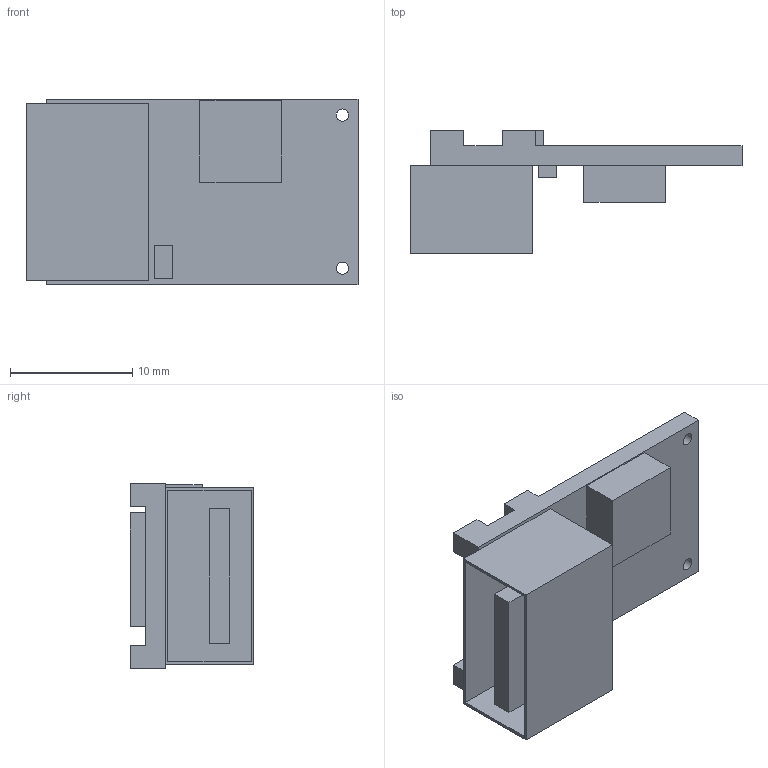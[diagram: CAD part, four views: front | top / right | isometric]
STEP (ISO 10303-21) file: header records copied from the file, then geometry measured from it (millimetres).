
FILE_DESCRIPTION( ( '' ), ' ' );
FILE_NAME( '5dc27083d4977516bc47ceae.step', '2019-11-06T07:04:36', ( '' ), ( '' ), ' ', ' ', ' ' );
FILE_SCHEMA( ( 'AUTOMOTIVE_DESIGN { 1 0 10303 214 1 1 1 1 }' ) );
Length unit declared in the file: metre
Products named in the file (1): usb1
Bounding box: 27.11 x 10.06 x 15.11 mm (x, y, z)
Volume: 1303.7 mm3; surface area: 1937.8 mm2
Topology: 1 solids, 1 shells, 53 faces, 136 edges, 90 vertices
Faces by surface type: plane 51, cylinder 2
Full cylindrical faces by diameter (mm): 1 x2
Entity records: 2016 total; most frequent: CARTESIAN_POINT 278, ORIENTED_EDGE 268, DIRECTION 246, EDGE_CURVE 134, LINE 130, VECTOR 130, VERTEX_POINT 90, EDGE_LOOP 64
